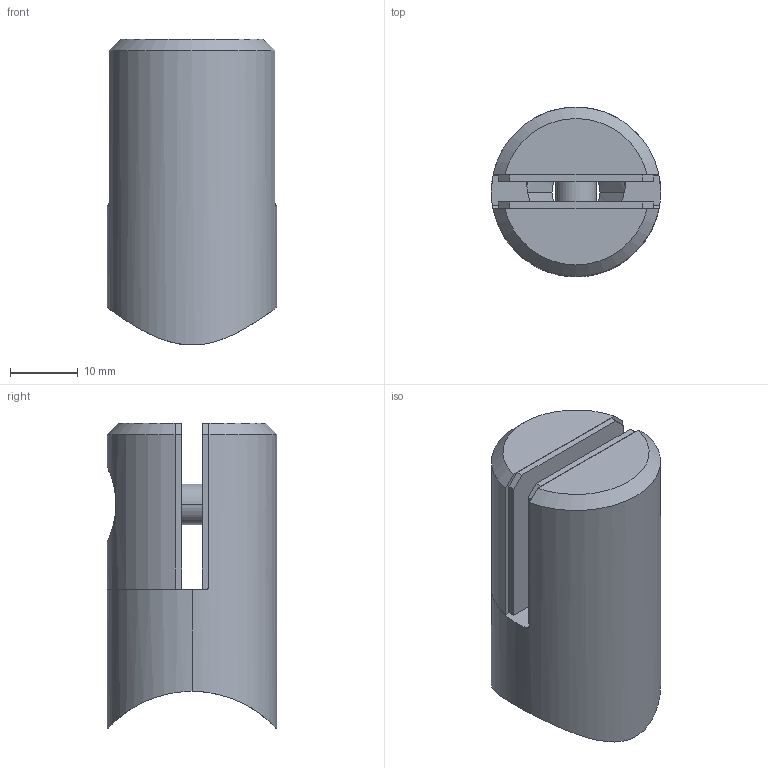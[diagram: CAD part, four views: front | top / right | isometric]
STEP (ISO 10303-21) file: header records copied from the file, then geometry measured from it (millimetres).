
FILE_DESCRIPTION (( 'STEP AP214' ), '1' );
FILE_NAME ('A_0743-033.STEP', '2022-11-15T11:41:02', ( '' ), ( '' ), 'SwSTEP 2.0', 'SolidWorks 2019', '' );
FILE_SCHEMA (( 'AUTOMOTIVE_DESIGN' ));
Length unit declared in the file: millimetre
Products named in the file (5): A_0743-033.P2; SKRUTKA DIN 912 8.8 Zink._M 6 x 12; A_0743-033.P1; A_0743-033.P3; A_0743-033
Assembly tree (5 placements, depth 2):
  A_0743-033
    A_0743-033.P1
    A_0743-033.P2
    A_0743-033.P3  x2
    SKRUTKA DIN 912 8.8 Zink._M 6 x 12
Bounding box: 25 x 25 x 45.14 mm (x, y, z)
Volume: 14464.4 mm3; surface area: 9903.7 mm2
Topology: 5 solids, 5 shells, 119 faces, 267 edges, 157 vertices
Faces by surface type: plane 43, cylinder 42, cone 32, torus 2
Entity records: 3335 total; most frequent: CARTESIAN_POINT 937, DIRECTION 477, ORIENTED_EDGE 422, EDGE_CURVE 211, AXIS2_PLACEMENT_3D 189, VERTEX_POINT 129, EDGE_LOOP 114, FACE_OUTER_BOUND 99
